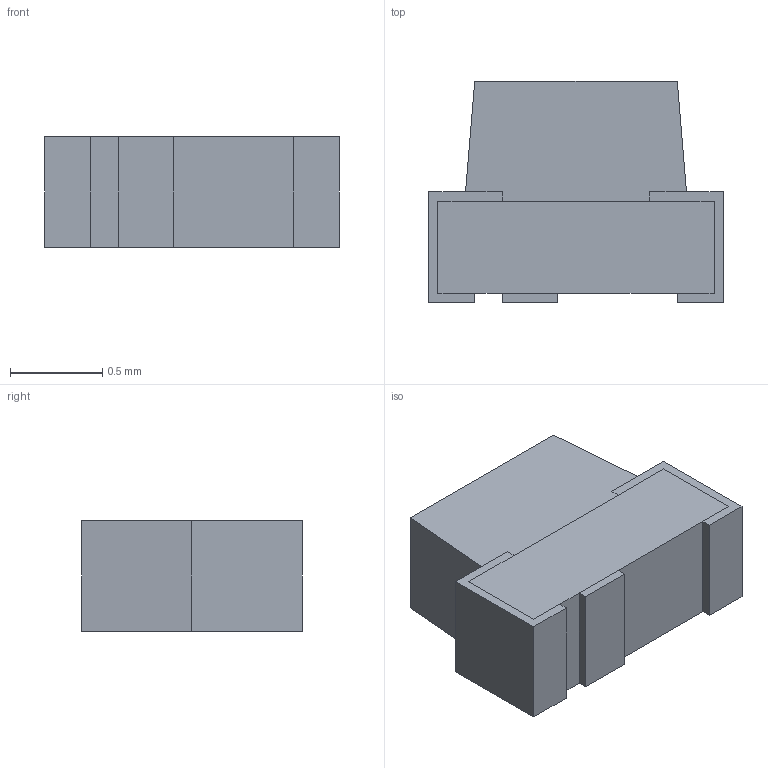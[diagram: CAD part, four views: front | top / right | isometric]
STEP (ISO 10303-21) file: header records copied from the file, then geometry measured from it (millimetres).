
FILE_DESCRIPTION(('FreeCAD Model'),'2;1');
FILE_NAME('Open CASCADE Shape Model','2024-10-08T15:19:54',( 'kicad StepUp'),('ksu MCAD'),'Open CASCADE STEP processor 7.8', 'FreeCAD','Unknown');
FILE_SCHEMA(('AUTOMOTIVE_DESIGN { 1 0 10303 214 1 1 1 1 }'));
Length unit declared in the file: millimetre
Products named in the file (1): LED_Kingbright_APA1606_1.6x0.6mm_Horizontal
Bounding box: 1.6 x 1.2 x 0.6 mm (x, y, z)
Volume: 1 mm3; surface area: 6.6 mm2
Topology: 1 solids, 1 shells, 26 faces, 72 edges, 48 vertices
Faces by surface type: plane 26
Entity records: 995 total; most frequent: CARTESIAN_POINT 147, ORIENTED_EDGE 144, DIRECTION 126, EDGE_CURVE 72, LINE 72, VECTOR 72, VERTEX_POINT 48, AXIS2_PLACEMENT_3D 27
